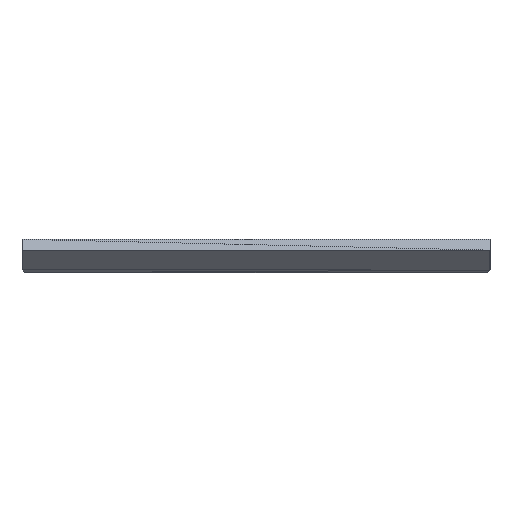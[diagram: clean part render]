
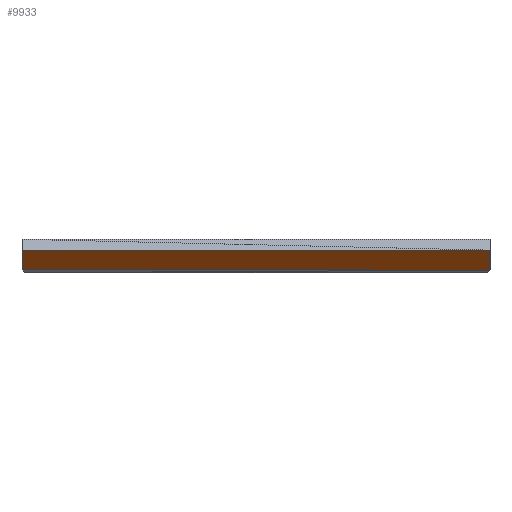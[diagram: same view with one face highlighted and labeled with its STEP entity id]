
A CAD part, left-side view. The second image highlights one B-rep face of the part: STEP entity #9933.
In plain terms, the highlighted planar face has unit normal (0.707, 0, 0.707).
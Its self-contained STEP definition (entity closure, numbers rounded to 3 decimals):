
#4312 = VERTEX_POINT('',#4313);
#4313 = CARTESIAN_POINT('',(155.646,117.971,
    0.354));
#4380 = EDGE_CURVE('',#4312,#4381,#4383,.T.);
#4381 = VERTEX_POINT('',#4382);
#4382 = CARTESIAN_POINT('',(153.,117.971,3.));
#4383 = LINE('',#4384,#4385);
#4384 = CARTESIAN_POINT('',(155.646,117.971,
    0.354));
#4385 = VECTOR('',#4386,1.);
#4386 = DIRECTION('',(-0.707,0.,0.707));
#4403 = EDGE_CURVE('',#4381,#4404,#4406,.T.);
#4404 = VERTEX_POINT('',#4405);
#4405 = CARTESIAN_POINT('',(153.,180.924,3.));
#4406 = LINE('',#4407,#4408);
#4407 = CARTESIAN_POINT('',(153.,117.971,3.));
#4408 = VECTOR('',#4409,1.);
#4409 = DIRECTION('',(0.,1.,0.));
#4590 = VERTEX_POINT('',#4591);
#4591 = CARTESIAN_POINT('',(155.6,180.924,
    0.4));
#4597 = EDGE_CURVE('',#4312,#4590,#4598,.T.);
#4598 = LINE('',#4599,#4600);
#4599 = CARTESIAN_POINT('',(155.646,117.971,
    0.354));
#4600 = VECTOR('',#4601,1.);
#4601 = DIRECTION('',(-0.001,1.,
    0.001));
#9933 = ADVANCED_FACE('',(#9934),#9945,.T.);
#9934 = FACE_BOUND('',#9935,.T.);
#9935 = EDGE_LOOP('',(#9936,#9937,#9938,#9944));
#9936 = ORIENTED_EDGE('',*,*,#4380,.F.);
#9937 = ORIENTED_EDGE('',*,*,#4597,.T.);
#9938 = ORIENTED_EDGE('',*,*,#9939,.T.);
#9939 = EDGE_CURVE('',#4590,#4404,#9940,.T.);
#9940 = LINE('',#9941,#9942);
#9941 = CARTESIAN_POINT('',(155.6,180.924,
    0.4));
#9942 = VECTOR('',#9943,1.);
#9943 = DIRECTION('',(-0.707,0.,0.707));
#9944 = ORIENTED_EDGE('',*,*,#4403,.F.);
#9945 = PLANE('',#9946);
#9946 = AXIS2_PLACEMENT_3D('',#9947,#9948,#9949);
#9947 = CARTESIAN_POINT('',(154.312,149.432,
    1.688));
#9948 = DIRECTION('',(0.707,0.,0.707)
  );
#9949 = DIRECTION('',(0.707,0.,-0.707));
